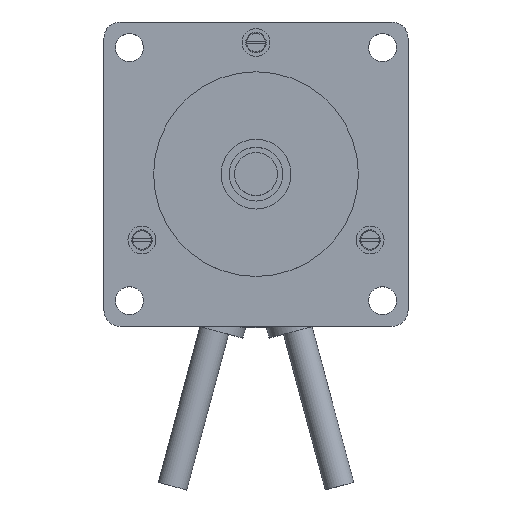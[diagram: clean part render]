
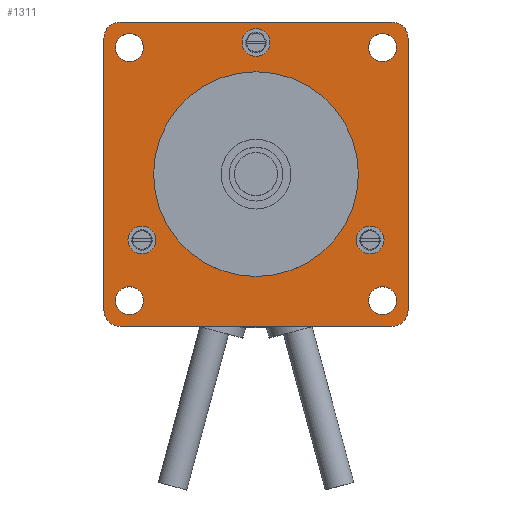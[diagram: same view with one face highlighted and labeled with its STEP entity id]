
A CAD part, top view. The second image highlights one B-rep face of the part: STEP entity #1311.
In plain terms, the highlighted planar face has unit normal (0, 0, 1).
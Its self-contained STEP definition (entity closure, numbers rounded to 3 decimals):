
#61=LINE('',#2140,#105);
#62=LINE('',#2144,#106);
#63=LINE('',#2148,#107);
#64=LINE('',#2152,#108);
#105=VECTOR('',#1700,50.6);
#106=VECTOR('',#1703,50.6);
#107=VECTOR('',#1706,50.6);
#108=VECTOR('',#1709,50.6);
#185=FACE_BOUND('',#364,.T.);
#186=FACE_BOUND('',#365,.T.);
#187=FACE_BOUND('',#366,.T.);
#188=FACE_BOUND('',#367,.T.);
#189=FACE_BOUND('',#368,.T.);
#190=FACE_BOUND('',#369,.T.);
#191=FACE_BOUND('',#370,.T.);
#192=FACE_BOUND('',#371,.T.);
#253=FACE_OUTER_BOUND('',#363,.T.);
#363=EDGE_LOOP('',(#901,#902,#903,#904,#905,#906,#907,#908));
#364=EDGE_LOOP('',(#909));
#365=EDGE_LOOP('',(#910));
#366=EDGE_LOOP('',(#911));
#367=EDGE_LOOP('',(#912));
#368=EDGE_LOOP('',(#913));
#369=EDGE_LOOP('',(#914));
#370=EDGE_LOOP('',(#915));
#371=EDGE_LOOP('',(#916));
#524=CIRCLE('',#1447,19.05);
#525=CIRCLE('',#1450,3.);
#526=CIRCLE('',#1451,3.);
#527=CIRCLE('',#1452,3.);
#528=CIRCLE('',#1453,3.);
#529=CIRCLE('',#1454,2.6);
#530=CIRCLE('',#1455,2.6);
#531=CIRCLE('',#1456,2.6);
#532=CIRCLE('',#1457,2.6);
#533=CIRCLE('',#1458,2.6);
#534=CIRCLE('',#1459,2.6);
#535=CIRCLE('',#1460,2.6);
#619=VERTEX_POINT('',#2134);
#620=VERTEX_POINT('',#2138);
#621=VERTEX_POINT('',#2139);
#622=VERTEX_POINT('',#2141);
#623=VERTEX_POINT('',#2143);
#624=VERTEX_POINT('',#2145);
#625=VERTEX_POINT('',#2147);
#626=VERTEX_POINT('',#2149);
#627=VERTEX_POINT('',#2151);
#628=VERTEX_POINT('',#2154);
#629=VERTEX_POINT('',#2156);
#630=VERTEX_POINT('',#2158);
#631=VERTEX_POINT('',#2160);
#632=VERTEX_POINT('',#2162);
#633=VERTEX_POINT('',#2164);
#634=VERTEX_POINT('',#2166);
#742=EDGE_CURVE('',#619,#619,#524,.T.);
#743=EDGE_CURVE('',#620,#621,#61,.T.);
#744=EDGE_CURVE('',#622,#620,#525,.T.);
#745=EDGE_CURVE('',#623,#622,#62,.T.);
#746=EDGE_CURVE('',#624,#623,#526,.T.);
#747=EDGE_CURVE('',#625,#624,#63,.T.);
#748=EDGE_CURVE('',#626,#625,#527,.T.);
#749=EDGE_CURVE('',#627,#626,#64,.T.);
#750=EDGE_CURVE('',#621,#627,#528,.T.);
#751=EDGE_CURVE('',#628,#628,#529,.T.);
#752=EDGE_CURVE('',#629,#629,#530,.T.);
#753=EDGE_CURVE('',#630,#630,#531,.T.);
#754=EDGE_CURVE('',#631,#631,#532,.T.);
#755=EDGE_CURVE('',#632,#632,#533,.T.);
#756=EDGE_CURVE('',#633,#633,#534,.T.);
#757=EDGE_CURVE('',#634,#634,#535,.T.);
#901=ORIENTED_EDGE('',*,*,#743,.F.);
#902=ORIENTED_EDGE('',*,*,#744,.F.);
#903=ORIENTED_EDGE('',*,*,#745,.F.);
#904=ORIENTED_EDGE('',*,*,#746,.F.);
#905=ORIENTED_EDGE('',*,*,#747,.F.);
#906=ORIENTED_EDGE('',*,*,#748,.F.);
#907=ORIENTED_EDGE('',*,*,#749,.F.);
#908=ORIENTED_EDGE('',*,*,#750,.F.);
#909=ORIENTED_EDGE('',*,*,#751,.T.);
#910=ORIENTED_EDGE('',*,*,#752,.T.);
#911=ORIENTED_EDGE('',*,*,#753,.T.);
#912=ORIENTED_EDGE('',*,*,#754,.T.);
#913=ORIENTED_EDGE('',*,*,#755,.T.);
#914=ORIENTED_EDGE('',*,*,#756,.T.);
#915=ORIENTED_EDGE('',*,*,#757,.T.);
#916=ORIENTED_EDGE('',*,*,#742,.T.);
#1169=PLANE('',#1449);
#1311=ADVANCED_FACE('',(#253,#185,#186,#187,#188,#189,#190,#191,#192),#1169,
 .T.);
#1447=AXIS2_PLACEMENT_3D('',#2135,#1694,#1695);
#1449=AXIS2_PLACEMENT_3D('',#2137,#1698,#1699);
#1450=AXIS2_PLACEMENT_3D('',#2142,#1701,#1702);
#1451=AXIS2_PLACEMENT_3D('',#2146,#1704,#1705);
#1452=AXIS2_PLACEMENT_3D('',#2150,#1707,#1708);
#1453=AXIS2_PLACEMENT_3D('',#2153,#1710,#1711);
#1454=AXIS2_PLACEMENT_3D('',#2155,#1712,#1713);
#1455=AXIS2_PLACEMENT_3D('',#2157,#1714,#1715);
#1456=AXIS2_PLACEMENT_3D('',#2159,#1716,#1717);
#1457=AXIS2_PLACEMENT_3D('',#2161,#1718,#1719);
#1458=AXIS2_PLACEMENT_3D('',#2163,#1720,#1721);
#1459=AXIS2_PLACEMENT_3D('',#2165,#1722,#1723);
#1460=AXIS2_PLACEMENT_3D('',#2167,#1724,#1725);
#1694=DIRECTION('center_axis',(0.,0.,
-1.));
#1695=DIRECTION('ref_axis',(-1.,0.,0.));
#1698=DIRECTION('center_axis',(0.,0.,
1.));
#1699=DIRECTION('ref_axis',(1.,0.,0.));
#1700=DIRECTION('',(1.,0.,0.));
#1701=DIRECTION('center_axis',(0.,0.,
-1.));
#1702=DIRECTION('ref_axis',(0.,-1.,0.));
#1703=DIRECTION('',(0.,1.,0.));
#1704=DIRECTION('center_axis',(0.,0.,
-1.));
#1705=DIRECTION('ref_axis',(1.,0.,0.));
#1706=DIRECTION('',(-1.,0.,0.));
#1707=DIRECTION('center_axis',(0.,0.,
-1.));
#1708=DIRECTION('ref_axis',(0.,1.,0.));
#1709=DIRECTION('',(0.,-1.,0.));
#1710=DIRECTION('center_axis',(0.,0.,
-1.));
#1711=DIRECTION('ref_axis',(-1.,0.,0.));
#1712=DIRECTION('center_axis',(0.,0.,
-1.));
#1713=DIRECTION('ref_axis',(-1.,0.,0.));
#1714=DIRECTION('center_axis',(0.,0.,
-1.));
#1715=DIRECTION('ref_axis',(-1.,0.,0.));
#1716=DIRECTION('center_axis',(0.,0.,
-1.));
#1717=DIRECTION('ref_axis',(-1.,0.,0.));
#1718=DIRECTION('center_axis',(0.,0.,
-1.));
#1719=DIRECTION('ref_axis',(-1.,0.,0.));
#1720=DIRECTION('center_axis',(0.,0.,
-1.));
#1721=DIRECTION('ref_axis',(-1.,0.,0.));
#1722=DIRECTION('center_axis',(0.,0.,
-1.));
#1723=DIRECTION('ref_axis',(-1.,0.,0.));
#1724=DIRECTION('center_axis',(0.,0.,
-1.));
#1725=DIRECTION('ref_axis',(-1.,0.,0.));
#2134=CARTESIAN_POINT('',(19.05,0.,45.5));
#2135=CARTESIAN_POINT('Origin',(0.,0.,
45.5));
#2137=CARTESIAN_POINT('Origin',(0.,0.,
45.5));
#2138=CARTESIAN_POINT('',(-25.3,28.3,45.5));
#2139=CARTESIAN_POINT('',(25.3,28.3,45.5));
#2140=CARTESIAN_POINT('',(-25.3,28.3,45.5));
#2141=CARTESIAN_POINT('',(-28.3,25.3,45.5));
#2142=CARTESIAN_POINT('Origin',(-25.3,25.3,45.5));
#2143=CARTESIAN_POINT('',(-28.3,-25.3,45.5));
#2144=CARTESIAN_POINT('',(-28.3,-25.3,45.5));
#2145=CARTESIAN_POINT('',(-25.3,-28.3,45.5));
#2146=CARTESIAN_POINT('Origin',(-25.3,-25.3,45.5));
#2147=CARTESIAN_POINT('',(25.3,-28.3,45.5));
#2148=CARTESIAN_POINT('',(25.3,-28.3,45.5));
#2149=CARTESIAN_POINT('',(28.3,-25.3,45.5));
#2150=CARTESIAN_POINT('Origin',(25.3,-25.3,45.5));
#2151=CARTESIAN_POINT('',(28.3,25.3,45.5));
#2152=CARTESIAN_POINT('',(28.3,25.3,45.5));
#2153=CARTESIAN_POINT('Origin',(25.3,25.3,45.5));
#2154=CARTESIAN_POINT('',(-20.95,-23.55,45.5));
#2155=CARTESIAN_POINT('Origin',(-23.55,-23.55,45.5));
#2156=CARTESIAN_POINT('',(-20.95,23.55,45.5));
#2157=CARTESIAN_POINT('Origin',(-23.55,23.55,45.5));
#2158=CARTESIAN_POINT('',(26.15,23.55,45.5));
#2159=CARTESIAN_POINT('Origin',(23.55,23.55,45.5));
#2160=CARTESIAN_POINT('',(26.15,-23.55,45.5));
#2161=CARTESIAN_POINT('Origin',(23.55,-23.55,45.5));
#2162=CARTESIAN_POINT('',(-18.618,-12.25,45.5));
#2163=CARTESIAN_POINT('Origin',(-21.218,-12.25,45.5));
#2164=CARTESIAN_POINT('',(23.818,-12.25,45.5));
#2165=CARTESIAN_POINT('Origin',(21.218,-12.25,45.5));
#2166=CARTESIAN_POINT('',(2.6,24.5,45.5));
#2167=CARTESIAN_POINT('Origin',(0.,24.5,45.5));
